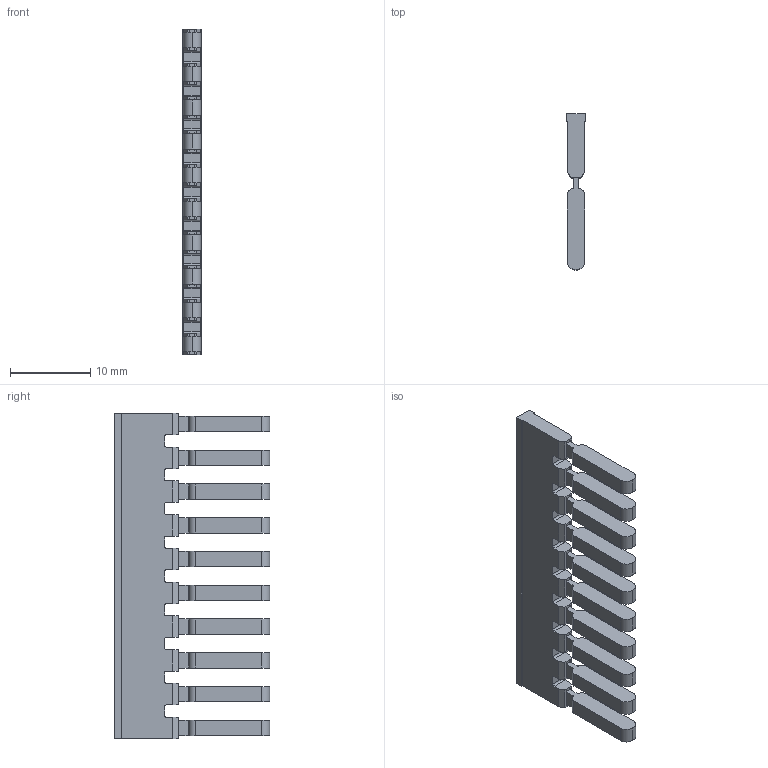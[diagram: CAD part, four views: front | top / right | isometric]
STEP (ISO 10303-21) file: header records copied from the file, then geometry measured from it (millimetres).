
FILE_DESCRIPTION (( 'STEP AP214' ), '1' );
FILE_NAME ('476609_UK 1.5-10.STP', '2013-11-15T08:26:06', ( 'arge' ), ( 'Microsoft' ), 'SwSTEP 2.0', 'SolidWorks 2013', '' );
FILE_SCHEMA (( 'AUTOMOTIVE_DESIGN' ));
Length unit declared in the file: millimetre
Products named in the file (1): 476609_UK 1.5-10
Bounding box: 2.3 x 19.36 x 40.5 mm (x, y, z)
Volume: 1024.4 mm3; surface area: 1781.4 mm2
Topology: 1 solids, 5 shells, 328 faces, 924 edges, 616 vertices
Faces by surface type: plane 246, cylinder 82
Entity records: 14174 total; most frequent: CARTESIAN_POINT 1914, ORIENTED_EDGE 1848, DIRECTION 1724, EDGE_CURVE 924, VECTOR 752, LINE 752, VERTEX_POINT 616, AXIS2_PLACEMENT_3D 486
